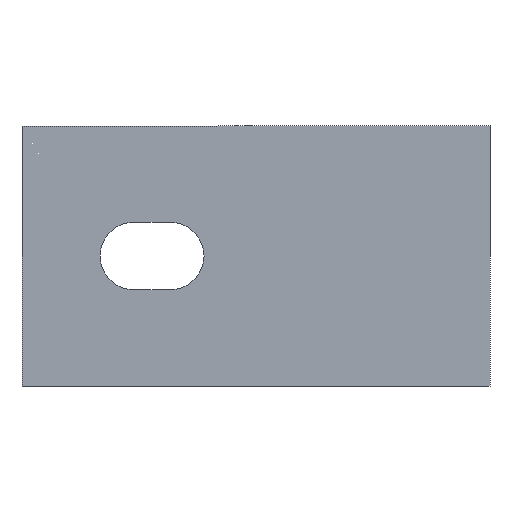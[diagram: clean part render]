
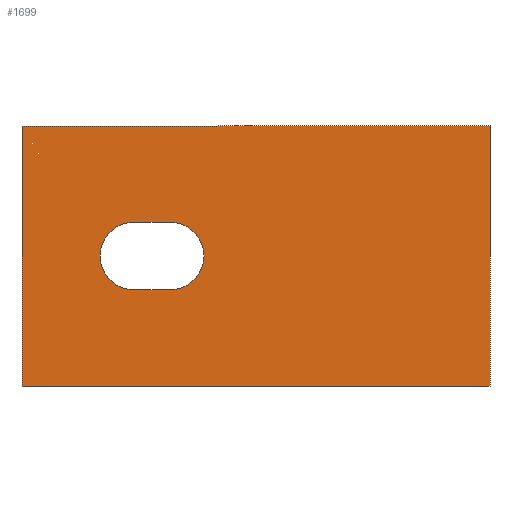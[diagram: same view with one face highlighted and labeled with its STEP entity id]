
A CAD part, left-side view. The second image highlights one B-rep face of the part: STEP entity #1699.
In plain terms, the highlighted face is planar.
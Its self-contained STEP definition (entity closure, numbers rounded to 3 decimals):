
#2 = AXIS2_PLACEMENT_3D ( 'NONE', #1425, #1104, #67 ) ;
#11 = CARTESIAN_POINT ( 'NONE',  ( -25., -68.5, 8. ) ) ;
#14 = CARTESIAN_POINT ( 'NONE',  ( 0., 0., 8. ) ) ;
#53 = DIRECTION ( 'NONE',  ( 1., 0., 0. ) ) ;
#67 = DIRECTION ( 'NONE',  ( 1., 0., 0. ) ) ;
#70 = ORIENTED_EDGE ( 'NONE', *, *, #943, .T. ) ;
#95 = EDGE_LOOP ( 'NONE', ( #70, #1123, #604, #763 ) ) ;
#110 = EDGE_CURVE ( 'NONE', #1067, #162, #1528, .T. ) ;
#141 = VERTEX_POINT ( 'NONE', #1369 ) ;
#162 = VERTEX_POINT ( 'NONE', #915 ) ;
#177 = DIRECTION ( 'NONE',  ( -1., 0., 0. ) ) ;
#225 = EDGE_CURVE ( 'NONE', #685, #976, #765, .T. ) ;
#257 = EDGE_CURVE ( 'NONE', #976, #1067, #1967, .T. ) ;
#327 = DIRECTION ( 'NONE',  ( 1., 0., 0. ) ) ;
#395 = LINE ( 'NONE', #11, #1617 ) ;
#483 = VERTEX_POINT ( 'NONE', #1025 ) ;
#521 = DIRECTION ( 'NONE',  ( 0., 1., 0. ) ) ;
#544 = EDGE_CURVE ( 'NONE', #483, #1549, #395, .T. ) ;
#576 = CARTESIAN_POINT ( 'NONE',  ( 0., -7., 8. ) ) ;
#589 = AXIS2_PLACEMENT_3D ( 'NONE', #576, #2125, #894 ) ;
#591 = VECTOR ( 'NONE', #177, 1000. ) ;
#604 = ORIENTED_EDGE ( 'NONE', *, *, #2122, .T. ) ;
#685 = VERTEX_POINT ( 'NONE', #1657 ) ;
#693 = DIRECTION ( 'NONE',  ( 0., 0., 1. ) ) ;
#697 = ORIENTED_EDGE ( 'NONE', *, *, #110, .F. ) ;
#702 = CARTESIAN_POINT ( 'NONE',  ( 6.5, 0., 8. ) ) ;
#703 = VECTOR ( 'NONE', #769, 1000. ) ;
#755 = DIRECTION ( 'NONE',  ( 0., -1., 0. ) ) ;
#763 = ORIENTED_EDGE ( 'NONE', *, *, #830, .T. ) ;
#765 = LINE ( 'NONE', #2086, #1654 ) ;
#769 = DIRECTION ( 'NONE',  ( 0., -1., 0. ) ) ;
#830 = EDGE_CURVE ( 'NONE', #1800, #141, #1043, .T. ) ;
#884 = LINE ( 'NONE', #2084, #1490 ) ;
#894 = DIRECTION ( 'NONE',  ( 1., 0., 0. ) ) ;
#908 = CARTESIAN_POINT ( 'NONE',  ( -25., 21.5, 8. ) ) ;
#915 = CARTESIAN_POINT ( 'NONE',  ( 6.5, 0., 8. ) ) ;
#943 = EDGE_CURVE ( 'NONE', #141, #483, #1933, .T. ) ;
#944 = CARTESIAN_POINT ( 'NONE',  ( -6.5, -7., 8. ) ) ;
#976 = VERTEX_POINT ( 'NONE', #944 ) ;
#1025 = CARTESIAN_POINT ( 'NONE',  ( -25., -68.5, 8. ) ) ;
#1043 = LINE ( 'NONE', #1379, #591 ) ;
#1057 = PLANE ( 'NONE',  #2 ) ;
#1061 = CIRCLE ( 'NONE', #1972, 6.5 ) ;
#1067 = VERTEX_POINT ( 'NONE', #1986 ) ;
#1104 = DIRECTION ( 'NONE',  ( 0., 0., 1. ) ) ;
#1123 = ORIENTED_EDGE ( 'NONE', *, *, #544, .T. ) ;
#1320 = EDGE_CURVE ( 'NONE', #162, #685, #1061, .T. ) ;
#1369 = CARTESIAN_POINT ( 'NONE',  ( -25., 21.5, 8. ) ) ;
#1379 = CARTESIAN_POINT ( 'NONE',  ( -25., 21.5, 8. ) ) ;
#1425 = CARTESIAN_POINT ( 'NONE',  ( -25., -68.5, 8. ) ) ;
#1434 = FACE_BOUND ( 'NONE', #1495, .T. ) ;
#1490 = VECTOR ( 'NONE', #1709, 1000. ) ;
#1495 = EDGE_LOOP ( 'NONE', ( #1768, #1907, #697, #1686 ) ) ;
#1528 = LINE ( 'NONE', #702, #1725 ) ;
#1538 = CARTESIAN_POINT ( 'NONE',  ( 25., -68.5, 8. ) ) ;
#1549 = VERTEX_POINT ( 'NONE', #1538 ) ;
#1617 = VECTOR ( 'NONE', #327, 1000. ) ;
#1654 = VECTOR ( 'NONE', #755, 1000. ) ;
#1657 = CARTESIAN_POINT ( 'NONE',  ( -6.5, 0., 8. ) ) ;
#1686 = ORIENTED_EDGE ( 'NONE', *, *, #257, .F. ) ;
#1699 = ADVANCED_FACE ( 'NONE', ( #2111, #1434 ), #1057, .T. ) ;
#1709 = DIRECTION ( 'NONE',  ( 0., 1., 0. ) ) ;
#1725 = VECTOR ( 'NONE', #521, 1000. ) ;
#1743 = CARTESIAN_POINT ( 'NONE',  ( 25., 21.5, 8. ) ) ;
#1768 = ORIENTED_EDGE ( 'NONE', *, *, #225, .F. ) ;
#1800 = VERTEX_POINT ( 'NONE', #1743 ) ;
#1907 = ORIENTED_EDGE ( 'NONE', *, *, #1320, .F. ) ;
#1933 = LINE ( 'NONE', #908, #703 ) ;
#1967 = CIRCLE ( 'NONE', #589, 6.5 ) ;
#1972 = AXIS2_PLACEMENT_3D ( 'NONE', #14, #693, #53 ) ;
#1986 = CARTESIAN_POINT ( 'NONE',  ( 6.5, -7., 8. ) ) ;
#2084 = CARTESIAN_POINT ( 'NONE',  ( 25., 21.5, 8. ) ) ;
#2086 = CARTESIAN_POINT ( 'NONE',  ( -6.5, 0., 8. ) ) ;
#2111 = FACE_OUTER_BOUND ( 'NONE', #95, .T. ) ;
#2122 = EDGE_CURVE ( 'NONE', #1549, #1800, #884, .T. ) ;
#2125 = DIRECTION ( 'NONE',  ( 0., 0., 1. ) ) ;
